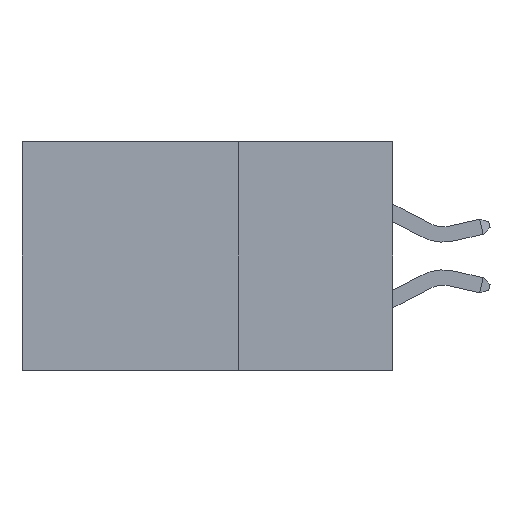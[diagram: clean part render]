
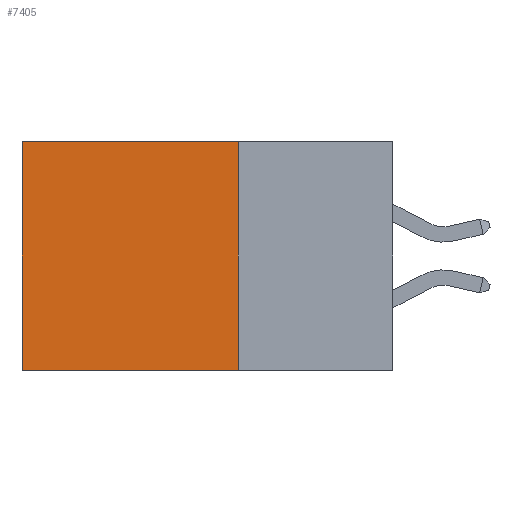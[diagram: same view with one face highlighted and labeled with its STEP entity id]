
A CAD part, left-side view. The second image highlights one B-rep face of the part: STEP entity #7405.
In plain terms, the highlighted planar face has unit normal (-1, 0, 0).
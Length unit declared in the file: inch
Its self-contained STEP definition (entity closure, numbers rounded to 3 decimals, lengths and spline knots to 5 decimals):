
#1839 = EDGE_LOOP ( 'NONE', ( #21294, #3470, #10677, #2059 ) ) ;
#2059 = ORIENTED_EDGE ( 'NONE', *, *, #7403, .T. ) ;
#2107 = FACE_OUTER_BOUND ( 'NONE', #1839, .T. ) ;
#3430 = CARTESIAN_POINT ( 'NONE',  ( 0.2875, 0.25, -0.37 ) ) ;
#3470 = ORIENTED_EDGE ( 'NONE', *, *, #5382, .F. ) ;
#5382 = EDGE_CURVE ( 'NONE', #9312, #14292, #20042, .T. ) ;
#5473 = CARTESIAN_POINT ( 'NONE',  ( 0.2875, 0.25, 0. ) ) ;
#5478 = LINE ( 'NONE', #22434, #7709 ) ;
#5824 = VERTEX_POINT ( 'NONE', #21904 ) ;
#6674 = CARTESIAN_POINT ( 'NONE',  ( 0.2875, 0.6, 0. ) ) ;
#6892 = LINE ( 'NONE', #12449, #20103 ) ;
#7247 = DIRECTION ( 'NONE',  ( 1., 0., 0. ) ) ;
#7403 = EDGE_CURVE ( 'NONE', #11830, #5824, #6892, .T. ) ;
#7405 = ADVANCED_FACE ( 'NONE', ( #2107 ), #15915, .F. ) ;
#7709 = VECTOR ( 'NONE', #12221, 39.37008 ) ;
#8923 = DIRECTION ( 'NONE',  ( 0., 1., 0. ) ) ;
#9312 = VERTEX_POINT ( 'NONE', #15317 ) ;
#10677 = ORIENTED_EDGE ( 'NONE', *, *, #22315, .F. ) ;
#11830 = VERTEX_POINT ( 'NONE', #18660 ) ;
#12221 = DIRECTION ( 'NONE',  ( 0., 0., -1. ) ) ;
#12449 = CARTESIAN_POINT ( 'NONE',  ( 0.2875, 0.25, 0. ) ) ;
#13691 = LINE ( 'NONE', #6674, #14231 ) ;
#14231 = VECTOR ( 'NONE', #18762, 39.37008 ) ;
#14292 = VERTEX_POINT ( 'NONE', #16680 ) ;
#15317 = CARTESIAN_POINT ( 'NONE',  ( 0.2875, 0.25, -0.37 ) ) ;
#15532 = VECTOR ( 'NONE', #17366, 39.37008 ) ;
#15915 = PLANE ( 'NONE',  #20099 ) ;
#16083 = EDGE_CURVE ( 'NONE', #5824, #14292, #13691, .T. ) ;
#16680 = CARTESIAN_POINT ( 'NONE',  ( 0.2875, 0.6, -0.37 ) ) ;
#17366 = DIRECTION ( 'NONE',  ( 0., 1., 0. ) ) ;
#18660 = CARTESIAN_POINT ( 'NONE',  ( 0.2875, 0.25, 0. ) ) ;
#18762 = DIRECTION ( 'NONE',  ( 0., 0., -1. ) ) ;
#19311 = DIRECTION ( 'NONE',  ( 0., 0., -1. ) ) ;
#20042 = LINE ( 'NONE', #3430, #15532 ) ;
#20099 = AXIS2_PLACEMENT_3D ( 'NONE', #5473, #7247, #19311 ) ;
#20103 = VECTOR ( 'NONE', #8923, 39.37008 ) ;
#21294 = ORIENTED_EDGE ( 'NONE', *, *, #16083, .T. ) ;
#21904 = CARTESIAN_POINT ( 'NONE',  ( 0.2875, 0.6, 0. ) ) ;
#22315 = EDGE_CURVE ( 'NONE', #11830, #9312, #5478, .T. ) ;
#22434 = CARTESIAN_POINT ( 'NONE',  ( 0.2875, 0.25, 0. ) ) ;
